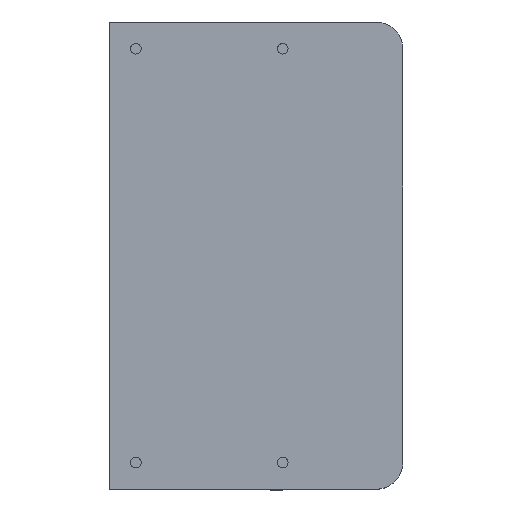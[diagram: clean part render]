
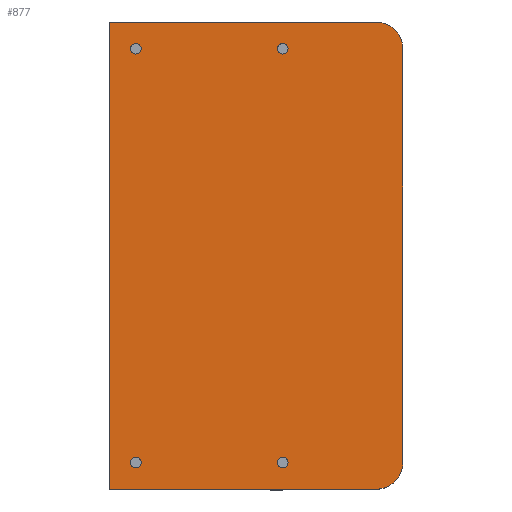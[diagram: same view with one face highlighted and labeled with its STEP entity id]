
A CAD part, top view. The second image highlights one B-rep face of the part: STEP entity #877.
In plain terms, the highlighted planar face has unit normal (0, 0, 1).
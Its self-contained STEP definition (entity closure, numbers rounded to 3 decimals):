
#59=FACE_BOUND('',#169,.T.);
#60=FACE_BOUND('',#170,.T.);
#61=FACE_BOUND('',#171,.T.);
#62=FACE_BOUND('',#172,.T.);
#85=PLANE('',#988);
#116=FACE_OUTER_BOUND('',#168,.T.);
#168=EDGE_LOOP('',(#659,#660,#661,#662,#663,#664));
#169=EDGE_LOOP('',(#665));
#170=EDGE_LOOP('',(#666));
#171=EDGE_LOOP('',(#667));
#172=EDGE_LOOP('',(#668));
#230=LINE('',#1368,#301);
#236=LINE('',#1393,#307);
#242=LINE('',#1412,#313);
#243=LINE('',#1414,#314);
#301=VECTOR('',#1085,10.);
#307=VECTOR('',#1109,10.);
#313=VECTOR('',#1133,10.);
#314=VECTOR('',#1136,10.);
#368=CIRCLE('',#966,20.);
#375=CIRCLE('',#976,20.);
#376=CIRCLE('',#979,4.);
#377=CIRCLE('',#981,4.);
#378=CIRCLE('',#983,4.);
#379=CIRCLE('',#985,4.);
#414=VERTEX_POINT('',#1355);
#415=VERTEX_POINT('',#1356);
#419=VERTEX_POINT('',#1366);
#427=VERTEX_POINT('',#1386);
#428=VERTEX_POINT('',#1387);
#429=VERTEX_POINT('',#1392);
#430=VERTEX_POINT('',#1396);
#431=VERTEX_POINT('',#1400);
#432=VERTEX_POINT('',#1404);
#433=VERTEX_POINT('',#1408);
#492=EDGE_CURVE('',#414,#415,#368,.T.);
#498=EDGE_CURVE('',#414,#419,#230,.T.);
#507=EDGE_CURVE('',#427,#428,#375,.T.);
#510=EDGE_CURVE('',#429,#428,#236,.T.);
#512=EDGE_CURVE('',#430,#430,#376,.T.);
#514=EDGE_CURVE('',#431,#431,#377,.T.);
#516=EDGE_CURVE('',#432,#432,#378,.T.);
#518=EDGE_CURVE('',#433,#433,#379,.T.);
#520=EDGE_CURVE('',#427,#415,#242,.T.);
#521=EDGE_CURVE('',#419,#429,#243,.T.);
#659=ORIENTED_EDGE('',*,*,#492,.F.);
#660=ORIENTED_EDGE('',*,*,#498,.T.);
#661=ORIENTED_EDGE('',*,*,#521,.T.);
#662=ORIENTED_EDGE('',*,*,#510,.T.);
#663=ORIENTED_EDGE('',*,*,#507,.F.);
#664=ORIENTED_EDGE('',*,*,#520,.T.);
#665=ORIENTED_EDGE('',*,*,#518,.T.);
#666=ORIENTED_EDGE('',*,*,#516,.T.);
#667=ORIENTED_EDGE('',*,*,#514,.T.);
#668=ORIENTED_EDGE('',*,*,#512,.T.);
#877=ADVANCED_FACE('',(#116,#59,#60,#61,#62),#85,.T.);
#966=AXIS2_PLACEMENT_3D('',#1357,#1075,#1076);
#976=AXIS2_PLACEMENT_3D('',#1388,#1103,#1104);
#979=AXIS2_PLACEMENT_3D('',#1397,#1113,#1114);
#981=AXIS2_PLACEMENT_3D('',#1401,#1118,#1119);
#983=AXIS2_PLACEMENT_3D('',#1405,#1123,#1124);
#985=AXIS2_PLACEMENT_3D('',#1409,#1128,#1129);
#988=AXIS2_PLACEMENT_3D('',#1415,#1137,#1138);
#1075=DIRECTION('center_axis',(0.,0.,-1.));
#1076=DIRECTION('ref_axis',(-0.707,0.707,0.));
#1085=DIRECTION('',(0.,-1.,0.));
#1103=DIRECTION('center_axis',(0.,0.,-1.));
#1104=DIRECTION('ref_axis',(0.707,0.707,0.));
#1109=DIRECTION('',(0.,1.,0.));
#1113=DIRECTION('center_axis',(0.,0.,-1.));
#1114=DIRECTION('ref_axis',(1.,0.,0.));
#1118=DIRECTION('center_axis',(0.,0.,-1.));
#1119=DIRECTION('ref_axis',(1.,0.,0.));
#1123=DIRECTION('center_axis',(0.,0.,-1.));
#1124=DIRECTION('ref_axis',(1.,0.,0.));
#1128=DIRECTION('center_axis',(0.,0.,-1.));
#1129=DIRECTION('ref_axis',(1.,0.,0.));
#1133=DIRECTION('',(-1.,0.,0.));
#1136=DIRECTION('',(1.,0.,0.));
#1137=DIRECTION('center_axis',(0.,0.,1.));
#1138=DIRECTION('ref_axis',(1.,0.,0.));
#1355=CARTESIAN_POINT('',(0.,200.,18.));
#1356=CARTESIAN_POINT('',(20.,220.,18.));
#1357=CARTESIAN_POINT('Origin',(20.,200.,18.));
#1366=CARTESIAN_POINT('',(0.,0.,18.));
#1368=CARTESIAN_POINT('',(0.,20.,18.));
#1386=CARTESIAN_POINT('',(330.,220.,18.));
#1387=CARTESIAN_POINT('',(350.,200.,18.));
#1388=CARTESIAN_POINT('Origin',(330.,200.,18.));
#1392=CARTESIAN_POINT('',(350.,0.,18.));
#1393=CARTESIAN_POINT('',(350.,0.,18.));
#1396=CARTESIAN_POINT('',(16.,20.,18.));
#1397=CARTESIAN_POINT('Origin',(20.,20.,18.));
#1400=CARTESIAN_POINT('',(326.,20.,18.));
#1401=CARTESIAN_POINT('Origin',(330.,20.,18.));
#1404=CARTESIAN_POINT('',(326.,130.,18.));
#1405=CARTESIAN_POINT('Origin',(330.,130.,18.));
#1408=CARTESIAN_POINT('',(16.,130.,18.));
#1409=CARTESIAN_POINT('Origin',(20.,130.,18.));
#1412=CARTESIAN_POINT('',(350.,220.,18.));
#1414=CARTESIAN_POINT('',(0.,0.,18.));
#1415=CARTESIAN_POINT('Origin',(175.,110.,18.));
